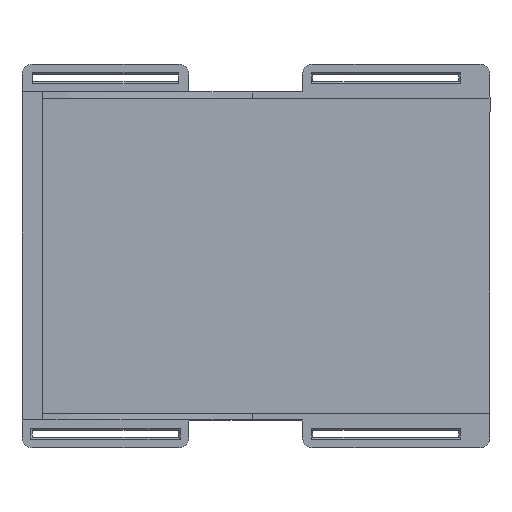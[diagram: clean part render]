
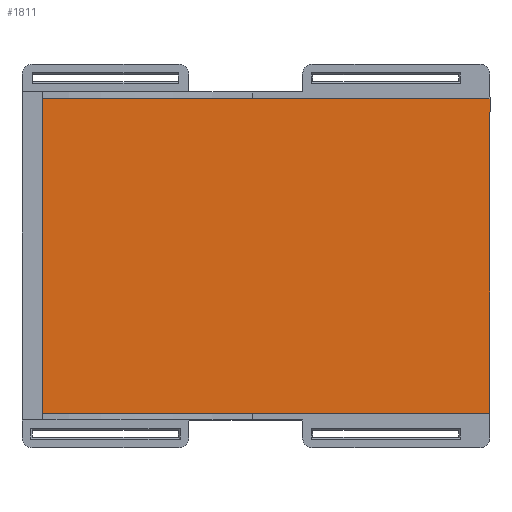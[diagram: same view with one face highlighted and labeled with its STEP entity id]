
A CAD part, top view. The second image highlights one B-rep face of the part: STEP entity #1811.
In plain terms, the highlighted planar face has unit normal (0, 0, 1).
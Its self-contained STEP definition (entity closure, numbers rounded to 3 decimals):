
#65=PLANE('',#1961);
#152=LINE('',#2677,#374);
#198=LINE('',#2793,#420);
#249=LINE('',#2913,#471);
#250=LINE('',#2915,#472);
#374=VECTOR('',#2088,10.);
#420=VECTOR('',#2174,10.);
#471=VECTOR('',#2311,10.);
#472=VECTOR('',#2314,10.);
#623=FACE_OUTER_BOUND('',#737,.T.);
#737=EDGE_LOOP('',(#1526,#1527,#1528,#1529));
#867=VERTEX_POINT('',#2674);
#868=VERTEX_POINT('',#2676);
#917=VERTEX_POINT('',#2790);
#918=VERTEX_POINT('',#2792);
#1032=EDGE_CURVE('',#867,#868,#152,.T.);
#1090=EDGE_CURVE('',#917,#918,#198,.T.);
#1153=EDGE_CURVE('',#868,#917,#249,.T.);
#1154=EDGE_CURVE('',#918,#867,#250,.T.);
#1526=ORIENTED_EDGE('',*,*,#1090,.F.);
#1527=ORIENTED_EDGE('',*,*,#1153,.F.);
#1528=ORIENTED_EDGE('',*,*,#1032,.F.);
#1529=ORIENTED_EDGE('',*,*,#1154,.F.);
#1811=ADVANCED_FACE('',(#623),#65,.F.);
#1961=AXIS2_PLACEMENT_3D('',#2916,#2315,#2316);
#2088=DIRECTION('',(0.,-1.,0.));
#2174=DIRECTION('',(0.,1.,0.));
#2311=DIRECTION('',(-1.,0.,0.));
#2314=DIRECTION('',(1.,0.,0.));
#2315=DIRECTION('center_axis',(0.,0.,-1.));
#2316=DIRECTION('ref_axis',(-1.,0.,0.));
#2674=CARTESIAN_POINT('',(64.8,35.043,-18.17));
#2676=CARTESIAN_POINT('',(64.8,-10.157,-18.17));
#2677=CARTESIAN_POINT('',(64.8,12.443,-18.17));
#2790=CARTESIAN_POINT('',(-0.6,-10.157,-18.17));
#2792=CARTESIAN_POINT('',(-0.6,35.043,-18.17));
#2793=CARTESIAN_POINT('',(-0.6,-6.557,-18.17));
#2913=CARTESIAN_POINT('',(61.8,-10.157,-18.17));
#2915=CARTESIAN_POINT('',(-9.6,35.043,-18.17));
#2916=CARTESIAN_POINT('Origin',(30.6,12.443,-18.17));
